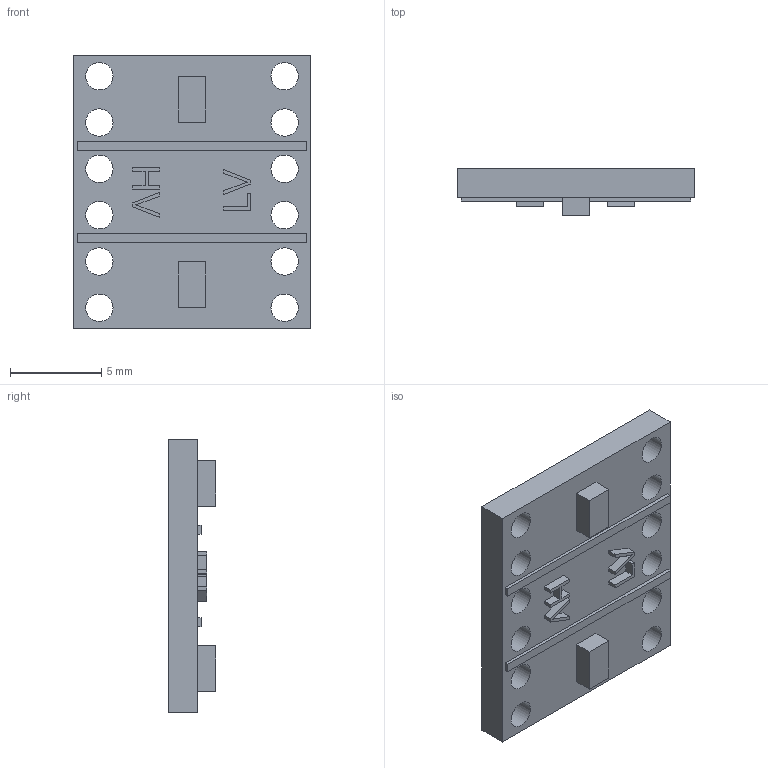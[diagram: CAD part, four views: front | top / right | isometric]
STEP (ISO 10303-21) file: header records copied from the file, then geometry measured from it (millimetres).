
FILE_DESCRIPTION(/* description */ (''),/* implementation_level */ '2;1');
FILE_NAME(/* name */ 'Level Shifter Board.step',/* time_stamp */ '2022-02-14T18:29:37+01:00',/* author */ (''),/* organization */ (''),/* preprocessor_version */ 'ST-DEVELOPER v18.1',/* originating_system */ 'Autodesk Translation Framework v10.13.0.1454',/* authorisation */ '');
FILE_SCHEMA (('AUTOMOTIVE_DESIGN { 1 0 10303 214 3 1 1 }'));
Length unit declared in the file: millimetre
Products named in the file (1): Level Shifter Board
Bounding box: 13 x 2.6 x 15 mm (x, y, z)
Volume: 289.2 mm3; surface area: 612 mm2
Topology: 9 solids, 9 shells, 86 faces, 204 edges, 136 vertices
Faces by surface type: plane 70, cylinder 12, bspline 4
Full cylindrical faces by diameter (mm): 1.5 x12
Entity records: 2586 total; most frequent: CARTESIAN_POINT 495, ORIENTED_EDGE 408, DIRECTION 386, EDGE_CURVE 204, LINE 172, VECTOR 172, VERTEX_POINT 136, EDGE_LOOP 110
